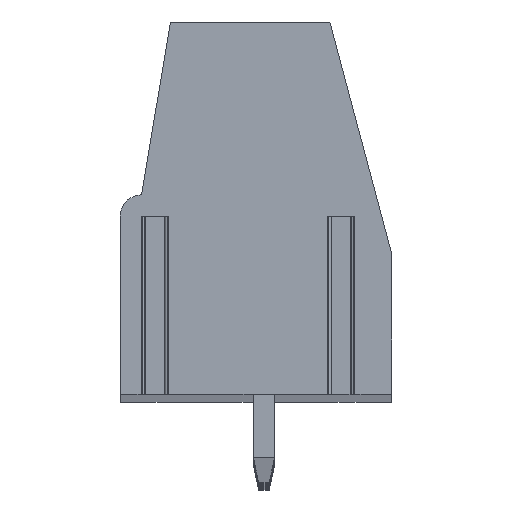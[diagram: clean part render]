
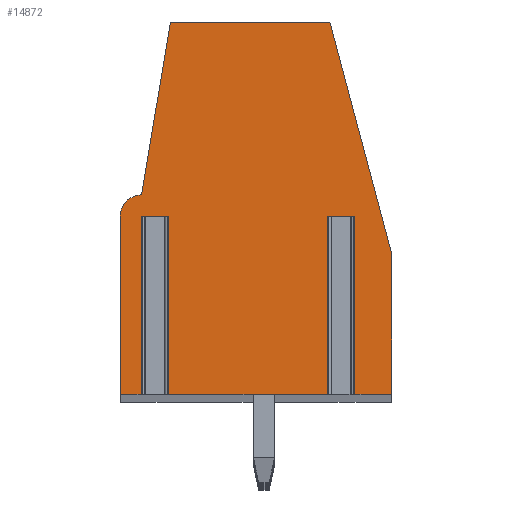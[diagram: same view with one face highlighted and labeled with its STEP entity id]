
A CAD part, top view. The second image highlights one B-rep face of the part: STEP entity #14872.
In plain terms, the highlighted planar face has unit normal (0, 0, 1).
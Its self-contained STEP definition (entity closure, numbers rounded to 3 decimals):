
#35=DIRECTION('',(1.,0.,0.));
#36=VECTOR('',#35,0.958);
#37=CARTESIAN_POINT('',(-3.979,1.095,168.75));
#38=LINE('',#37,#36);
#39=DIRECTION('',(0.,1.,0.));
#40=VECTOR('',#39,6.7);
#41=CARTESIAN_POINT('',(-3.979,-5.605,168.75));
#42=LINE('',#41,#40);
#43=DIRECTION('',(-1.,0.,0.));
#44=VECTOR('',#43,0.821);
#45=CARTESIAN_POINT('',(-3.979,-5.605,168.75));
#46=LINE('',#45,#44);
#47=DIRECTION('',(0.,1.,0.));
#48=VECTOR('',#47,6.7);
#49=CARTESIAN_POINT('',(-4.8,-5.605,168.75));
#50=LINE('',#49,#48);
#51=CARTESIAN_POINT('',(-4.,1.095,168.75));
#52=DIRECTION('',(0.,0.,-1.));
#53=DIRECTION('',(-1.,0.,0.));
#54=AXIS2_PLACEMENT_3D('',#51,#52,#53);
#56=DIRECTION('',(0.164,0.986,0.));
#57=VECTOR('',#56,6.589);
#58=CARTESIAN_POINT('',(-3.999,1.895,168.75));
#59=LINE('',#58,#57);
#60=DIRECTION('',(1.,0.,0.));
#61=VECTOR('',#60,6.);
#62=CARTESIAN_POINT('',(-2.92,8.395,168.75));
#63=LINE('',#62,#61);
#64=DIRECTION('',(0.258,-0.966,0.));
#65=VECTOR('',#64,9.004);
#66=CARTESIAN_POINT('',(3.08,8.395,168.75));
#67=LINE('',#66,#65);
#68=DIRECTION('',(0.,-1.,0.));
#69=VECTOR('',#68,5.3);
#70=CARTESIAN_POINT('',(5.4,-0.305,168.75));
#71=LINE('',#70,#69);
#72=DIRECTION('',(-1.,0.,0.));
#73=VECTOR('',#72,1.421);
#74=CARTESIAN_POINT('',(5.4,-5.605,168.75));
#75=LINE('',#74,#73);
#76=DIRECTION('',(0.,1.,0.));
#77=VECTOR('',#76,6.7);
#78=CARTESIAN_POINT('',(3.979,-5.605,168.75));
#79=LINE('',#78,#77);
#80=DIRECTION('',(1.,0.,0.));
#81=VECTOR('',#80,0.958);
#82=CARTESIAN_POINT('',(3.021,1.095,168.75));
#83=LINE('',#82,#81);
#84=DIRECTION('',(0.,1.,0.));
#85=VECTOR('',#84,6.7);
#86=CARTESIAN_POINT('',(3.021,-5.605,168.75));
#87=LINE('',#86,#85);
#88=DIRECTION('',(-1.,0.,0.));
#89=VECTOR('',#88,6.042);
#90=CARTESIAN_POINT('',(3.021,-5.605,168.75));
#91=LINE('',#90,#89);
#92=DIRECTION('',(0.,1.,0.));
#93=VECTOR('',#92,6.7);
#94=CARTESIAN_POINT('',(-3.021,-5.605,168.75));
#95=LINE('',#94,#93);
#11567=CARTESIAN_POINT('',(-3.999,1.895,168.75));
#11568=CARTESIAN_POINT('',(-2.92,8.395,168.75));
#11569=VERTEX_POINT('',#11567);
#11570=VERTEX_POINT('',#11568);
#11571=CARTESIAN_POINT('',(-4.8,1.095,168.75));
#11572=VERTEX_POINT('',#11571);
#11573=CARTESIAN_POINT('',(-4.8,-5.605,168.75));
#11574=VERTEX_POINT('',#11573);
#11575=CARTESIAN_POINT('',(5.4,-0.305,168.75));
#11576=CARTESIAN_POINT('',(5.4,-5.605,168.75));
#11577=VERTEX_POINT('',#11575);
#11578=VERTEX_POINT('',#11576);
#11579=CARTESIAN_POINT('',(3.08,8.395,168.75));
#11580=VERTEX_POINT('',#11579);
#11667=CARTESIAN_POINT('',(-3.979,1.095,168.75));
#11668=CARTESIAN_POINT('',(-3.021,1.095,168.75));
#11669=VERTEX_POINT('',#11667);
#11670=VERTEX_POINT('',#11668);
#11671=CARTESIAN_POINT('',(3.021,1.095,168.75));
#11672=CARTESIAN_POINT('',(3.979,1.095,168.75));
#11673=VERTEX_POINT('',#11671);
#11674=VERTEX_POINT('',#11672);
#11675=CARTESIAN_POINT('',(3.021,-5.605,168.75));
#11676=VERTEX_POINT('',#11675);
#11677=CARTESIAN_POINT('',(3.979,-5.605,168.75));
#11678=VERTEX_POINT('',#11677);
#11679=CARTESIAN_POINT('',(-3.979,-5.605,168.75));
#11680=VERTEX_POINT('',#11679);
#11681=CARTESIAN_POINT('',(-3.021,-5.605,168.75));
#11682=VERTEX_POINT('',#11681);
#14835=CARTESIAN_POINT('',(0.,0.,168.75));
#14836=DIRECTION('',(0.,0.,1.));
#14837=DIRECTION('',(1.,0.,0.));
#14838=AXIS2_PLACEMENT_3D('',#14835,#14836,#14837);
#14839=PLANE('',#14838);
#14841=ORIENTED_EDGE('',*,*,#14840,.F.);
#14843=ORIENTED_EDGE('',*,*,#14842,.F.);
#14845=ORIENTED_EDGE('',*,*,#14844,.T.);
#14847=ORIENTED_EDGE('',*,*,#14846,.T.);
#14849=ORIENTED_EDGE('',*,*,#14848,.T.);
#14851=ORIENTED_EDGE('',*,*,#14850,.T.);
#14853=ORIENTED_EDGE('',*,*,#14852,.T.);
#14855=ORIENTED_EDGE('',*,*,#14854,.T.);
#14857=ORIENTED_EDGE('',*,*,#14856,.T.);
#14859=ORIENTED_EDGE('',*,*,#14858,.T.);
#14861=ORIENTED_EDGE('',*,*,#14860,.T.);
#14863=ORIENTED_EDGE('',*,*,#14862,.F.);
#14865=ORIENTED_EDGE('',*,*,#14864,.F.);
#14867=ORIENTED_EDGE('',*,*,#14866,.T.);
#14869=ORIENTED_EDGE('',*,*,#14868,.T.);
#14870=EDGE_LOOP('',(#14841,#14843,#14845,#14847,#14849,#14851,#14853,#14855,
#14857,#14859,#14861,#14863,#14865,#14867,#14869));
#14871=FACE_OUTER_BOUND('',#14870,.F.);
#55=CIRCLE('',#54,0.8);
#14840=EDGE_CURVE('',#11669,#11670,#38,.T.);
#14842=EDGE_CURVE('',#11680,#11669,#42,.T.);
#14844=EDGE_CURVE('',#11680,#11574,#46,.T.);
#14846=EDGE_CURVE('',#11574,#11572,#50,.T.);
#14848=EDGE_CURVE('',#11572,#11569,#55,.T.);
#14850=EDGE_CURVE('',#11569,#11570,#59,.T.);
#14852=EDGE_CURVE('',#11570,#11580,#63,.T.);
#14854=EDGE_CURVE('',#11580,#11577,#67,.T.);
#14856=EDGE_CURVE('',#11577,#11578,#71,.T.);
#14858=EDGE_CURVE('',#11578,#11678,#75,.T.);
#14860=EDGE_CURVE('',#11678,#11674,#79,.T.);
#14862=EDGE_CURVE('',#11673,#11674,#83,.T.);
#14864=EDGE_CURVE('',#11676,#11673,#87,.T.);
#14866=EDGE_CURVE('',#11676,#11682,#91,.T.);
#14868=EDGE_CURVE('',#11682,#11670,#95,.T.);
#14872=ADVANCED_FACE('',(#14871),#14839,.T.);
